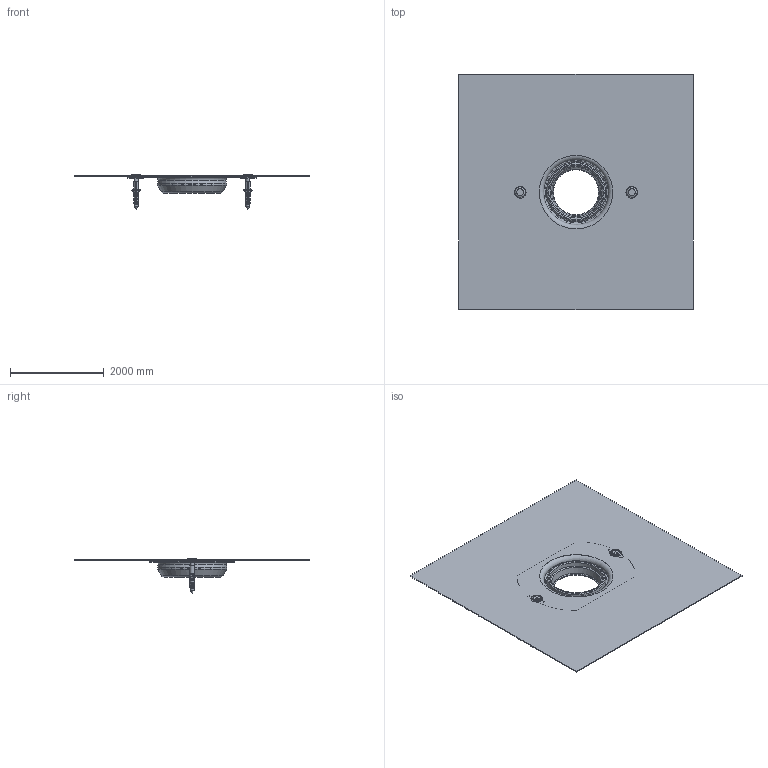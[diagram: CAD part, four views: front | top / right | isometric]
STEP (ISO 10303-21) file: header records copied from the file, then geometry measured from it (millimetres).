
FILE_DESCRIPTION(/* description */ (''),/* implementation_level */ '2;1');
FILE_NAME(/* name */ '13235.100X_3D.stp',/* time_stamp */ '2024-12-11T14:44:31+01:00',/* author */ ('CAD'),/* organization */ (''),/* preprocessor_version */ 'ST-DEVELOPER v20',/* originating_system */ 'AutoCAD Mechanical',/* authorisation */ '');
FILE_SCHEMA (('AUTOMOTIVE_DESIGN { 1 0 10303 214 3 1 1 }'));
Length unit declared in the file: centimetre
Products named in the file (2): Product; *S0
Assembly tree (1 placements, depth 2):
  Product
    *S0
Bounding box: 5000 x 5006.67 x 747.5 mm (x, y, z)
Volume: 608629051.6 mm3; surface area: 67726341.3 mm2
Topology: 10 solids, 11 shells, 901 faces, 2638 edges, 1748 vertices
Faces by surface type: plane 600, cylinder 247, cone 29, torus 25
Full cylindrical faces by diameter (mm): 80 x4, 98 x2, 960 x1, 1150 x1, 1160 x2, 1200 x3, 1400 x2, 1430 x2, 1470 x1
Entity records: 32296 total; most frequent: CARTESIAN_POINT 7820, ORIENTED_EDGE 5272, DIRECTION 5237, EDGE_CURVE 2636, AXIS2_PLACEMENT_3D 2097, VERTEX_POINT 1748, LINE 1043, VECTOR 1043
